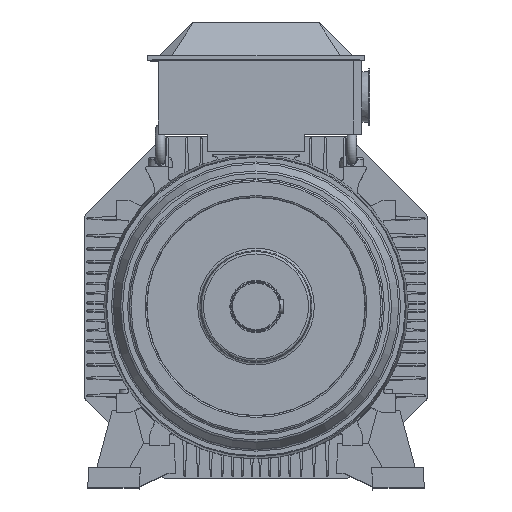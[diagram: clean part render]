
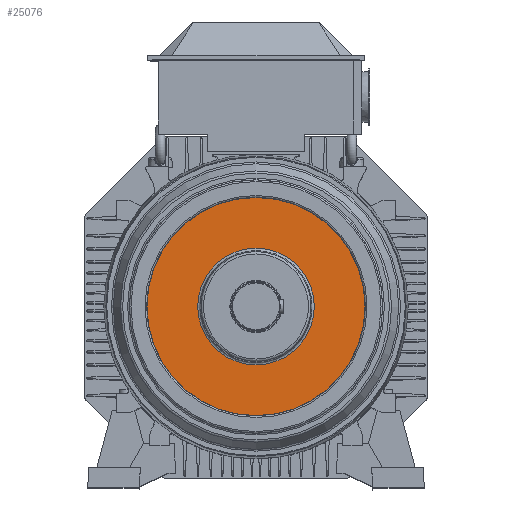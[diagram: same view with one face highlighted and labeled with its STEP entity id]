
A CAD part, top view. The second image highlights one B-rep face of the part: STEP entity #25076.
In plain terms, the highlighted planar face has unit normal (0, 0, 1).
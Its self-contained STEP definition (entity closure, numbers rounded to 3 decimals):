
#25045=CARTESIAN_POINT('',(72.438,0.,62.729));
#25046=VERTEX_POINT('',#25045);
#25047=CARTESIAN_POINT('',(0.,0.,62.729));
#25048=DIRECTION('',(0.0,0.0,1.));
#25049=DIRECTION('',(0.829,-0.559,0.0));
#25050=AXIS2_PLACEMENT_3D('',#25047,#25048,#25049);
#25051=CIRCLE('',#25050,72.438);
#25052=EDGE_CURVE('',#25046,#25046,#25051,.T.);
#25057=CARTESIAN_POINT('',(0.,-148.988,62.729));
#25058=DIRECTION('',(0.0,0.0,1.0));
#25059=DIRECTION('',(1.0,0.0,0.0));
#25060=AXIS2_PLACEMENT_3D('',#25057,#25058,#25059);
#25061=PLANE('',#25060);
#25062=CARTESIAN_POINT('',(135.443,0.,62.729));
#25063=VERTEX_POINT('',#25062);
#25064=CARTESIAN_POINT('',(0.,0.,62.729));
#25065=DIRECTION('',(0.,0.,1.0));
#25066=DIRECTION('',(0.829,-0.559,0.));
#25067=AXIS2_PLACEMENT_3D('',#25064,#25065,#25066);
#25068=CIRCLE('',#25067,135.443);
#25069=EDGE_CURVE('',#25063,#25063,#25068,.T.);
#25070=ORIENTED_EDGE('',*,*,#25069,.T.);
#25071=EDGE_LOOP('',(#25070));
#25072=FACE_OUTER_BOUND('',#25071,.T.);
#25073=ORIENTED_EDGE('',*,*,#25052,.F.);
#25074=EDGE_LOOP('',(#25073));
#25075=FACE_BOUND('',#25074,.T.);
#25076=ADVANCED_FACE('',(#25072,#25075),#25061,.T.);
